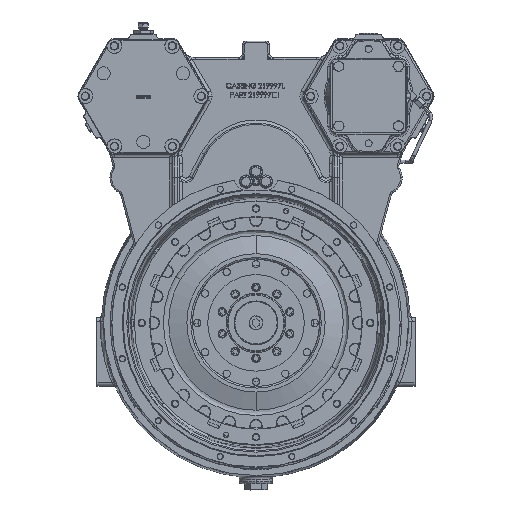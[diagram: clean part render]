
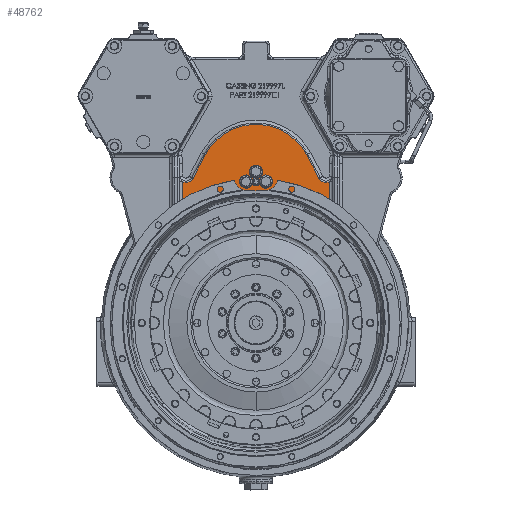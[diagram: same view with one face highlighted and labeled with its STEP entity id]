
A CAD part, top view. The second image highlights one B-rep face of the part: STEP entity #48762.
In plain terms, the highlighted planar face has unit normal (0, 0, 1).
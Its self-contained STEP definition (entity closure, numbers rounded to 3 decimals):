
#371 = EDGE_LOOP ( 'NONE', ( #97821, #110762, #8544, #16191, #59233, #40815 ) ) ;
#3152 = EDGE_CURVE ( 'NONE', #120068, #188436, #130582, .T. ) ;
#8544 = ORIENTED_EDGE ( 'NONE', *, *, #100179, .F. ) ;
#9572 = DIRECTION ( 'NONE',  ( 1., 0., 0. ) ) ;
#10441 = DIRECTION ( 'NONE',  ( 1., 0., 0. ) ) ;
#11537 = AXIS2_PLACEMENT_3D ( 'NONE', #57732, #159883, #72488 ) ;
#13334 = CARTESIAN_POINT ( 'NONE',  ( 96.927, 322.375, -46.228 ) ) ;
#15691 = ORIENTED_EDGE ( 'NONE', *, *, #127491, .T. ) ;
#16191 = ORIENTED_EDGE ( 'NONE', *, *, #30398, .F. ) ;
#16798 = LINE ( 'NONE', #30335, #89866 ) ;
#17228 = EDGE_CURVE ( 'NONE', #115152, #78547, #115148, .T. ) ;
#19790 = CARTESIAN_POINT ( 'NONE',  ( -140.97, 203.326, -46.228 ) ) ;
#19980 = CARTESIAN_POINT ( 'NONE',  ( 0., -256.486, -46.228 ) ) ;
#20179 = AXIS2_PLACEMENT_3D ( 'NONE', #159263, #71894, #173978 ) ;
#20608 = DIRECTION ( 'NONE',  ( 0., 0., 1. ) ) ;
#20635 = VERTEX_POINT ( 'NONE', #49788 ) ;
#23579 = EDGE_CURVE ( 'NONE', #20635, #115152, #46674, .T. ) ;
#23803 = CARTESIAN_POINT ( 'NONE',  ( -6.945, 267.099, -46.228 ) ) ;
#29005 = DIRECTION ( 'NONE',  ( 0., 0., 1. ) ) ;
#30335 = CARTESIAN_POINT ( 'NONE',  ( -120.709, 277.557, -46.228 ) ) ;
#30398 = EDGE_CURVE ( 'NONE', #78547, #135218, #143083, .T. ) ;
#31880 = CARTESIAN_POINT ( 'NONE',  ( 19.05, 270.942, -46.228 ) ) ;
#34096 = PLANE ( 'NONE',  #166571 ) ;
#34323 = CARTESIAN_POINT ( 'NONE',  ( 0., 270.942, -46.228 ) ) ;
#34720 = DIRECTION ( 'NONE',  ( 1., 0., 0. ) ) ;
#36149 = AXIS2_PLACEMENT_3D ( 'NONE', #31880, #133901, #46547 ) ;
#37452 = CARTESIAN_POINT ( 'NONE',  ( 6.945, 267.099, -46.228 ) ) ;
#40815 = ORIENTED_EDGE ( 'NONE', *, *, #23579, .F. ) ;
#42729 = AXIS2_PLACEMENT_3D ( 'NONE', #161724, #74340, #176472 ) ;
#43382 = VERTEX_POINT ( 'NONE', #132892 ) ;
#45207 = LINE ( 'NONE', #13334, #157028 ) ;
#46547 = DIRECTION ( 'NONE',  ( 1., 0., 0. ) ) ;
#46674 = CIRCLE ( 'NONE', #52388, 12.7 ) ;
#47386 = CARTESIAN_POINT ( 'NONE',  ( -6.945, 274.785, -46.228 ) ) ;
#48419 = CARTESIAN_POINT ( 'NONE',  ( -140.97, 211.083, -46.228 ) ) ;
#48716 = VECTOR ( 'NONE', #56772, 1000. ) ;
#48762 = ADVANCED_FACE ( 'NONE', ( #89034, #180438 ), #34096, .T. ) ;
#48834 = VERTEX_POINT ( 'NONE', #51224 ) ;
#48932 = DIRECTION ( 'NONE',  ( 1., 0., 0. ) ) ;
#49788 = CARTESIAN_POINT ( 'NONE',  ( 3.843, 277.887, -46.228 ) ) ;
#51224 = CARTESIAN_POINT ( 'NONE',  ( 140.97, 211.083, -46.228 ) ) ;
#52388 = AXIS2_PLACEMENT_3D ( 'NONE', #116331, #29005, #131065 ) ;
#54353 = VERTEX_POINT ( 'NONE', #76057 ) ;
#56225 = ORIENTED_EDGE ( 'NONE', *, *, #162793, .T. ) ;
#56772 = DIRECTION ( 'NONE',  ( 0., 1., 0. ) ) ;
#57732 = CARTESIAN_POINT ( 'NONE',  ( -19.05, 270.942, -46.228 ) ) ;
#59233 = ORIENTED_EDGE ( 'NONE', *, *, #17228, .F. ) ;
#65004 = CARTESIAN_POINT ( 'NONE',  ( -120.709, 277.557, -46.228 ) ) ;
#66028 = CARTESIAN_POINT ( 'NONE',  ( 0., 0., -46.228 ) ) ;
#68116 = VERTEX_POINT ( 'NONE', #162431 ) ;
#68805 = EDGE_CURVE ( 'NONE', #43382, #180818, #106952, .T. ) ;
#69347 = EDGE_LOOP ( 'NONE', ( #148025, #71323, #121159, #106888, #113305, #86443, #56225, #15691 ) ) ;
#69856 = VERTEX_POINT ( 'NONE', #84482 ) ;
#71323 = ORIENTED_EDGE ( 'NONE', *, *, #117089, .T. ) ;
#71894 = DIRECTION ( 'NONE',  ( 0., 0., -1. ) ) ;
#72488 = DIRECTION ( 'NONE',  ( 1., 0., 0. ) ) ;
#72788 = VECTOR ( 'NONE', #137182, 1000. ) ;
#74340 = DIRECTION ( 'NONE',  ( 0., 0., 1. ) ) ;
#76057 = CARTESIAN_POINT ( 'NONE',  ( 120.709, 277.557, -46.228 ) ) ;
#78547 = VERTEX_POINT ( 'NONE', #47386 ) ;
#80750 = DIRECTION ( 'NONE',  ( 1., 0., 0. ) ) ;
#84482 = CARTESIAN_POINT ( 'NONE',  ( 96.927, 322.375, -46.228 ) ) ;
#86443 = ORIENTED_EDGE ( 'NONE', *, *, #173520, .T. ) ;
#87757 = VERTEX_POINT ( 'NONE', #158818 ) ;
#88143 = CIRCLE ( 'NONE', #119990, 7.937 ) ;
#89034 = FACE_OUTER_BOUND ( 'NONE', #69347, .T. ) ;
#89700 = CIRCLE ( 'NONE', #126795, 7.937 ) ;
#89866 = VECTOR ( 'NONE', #147662, 1000. ) ;
#97016 = DIRECTION ( 'NONE',  ( 0., 0., 1. ) ) ;
#97821 = ORIENTED_EDGE ( 'NONE', *, *, #127894, .F. ) ;
#97884 = DIRECTION ( 'NONE',  ( 0., 0., -1. ) ) ;
#99447 = AXIS2_PLACEMENT_3D ( 'NONE', #185405, #97884, #10441 ) ;
#100179 = EDGE_CURVE ( 'NONE', #135218, #120068, #88143, .T. ) ;
#106785 = CARTESIAN_POINT ( 'NONE',  ( 6.945, 274.785, -46.228 ) ) ;
#106888 = ORIENTED_EDGE ( 'NONE', *, *, #108713, .T. ) ;
#106952 = LINE ( 'NONE', #19790, #72788 ) ;
#108036 = CARTESIAN_POINT ( 'NONE',  ( 0., 270.942, -46.228 ) ) ;
#108713 = EDGE_CURVE ( 'NONE', #87757, #54353, #114150, .T. ) ;
#109323 = AXIS2_PLACEMENT_3D ( 'NONE', #184511, #97016, #9572 ) ;
#110762 = ORIENTED_EDGE ( 'NONE', *, *, #3152, .F. ) ;
#111362 = CIRCLE ( 'NONE', #109323, 109.728 ) ;
#113305 = ORIENTED_EDGE ( 'NONE', *, *, #159859, .T. ) ;
#114150 = CIRCLE ( 'NONE', #99447, 15.748 ) ;
#115148 = CIRCLE ( 'NONE', #42729, 7.937 ) ;
#115152 = VERTEX_POINT ( 'NONE', #122199 ) ;
#116331 = CARTESIAN_POINT ( 'NONE',  ( 0., 289.992, -46.228 ) ) ;
#117018 = CIRCLE ( 'NONE', #179443, 253.828 ) ;
#117089 = EDGE_CURVE ( 'NONE', #180818, #48834, #117018, .T. ) ;
#119990 = AXIS2_PLACEMENT_3D ( 'NONE', #34323, #136353, #48932 ) ;
#120068 = VERTEX_POINT ( 'NONE', #37452 ) ;
#121159 = ORIENTED_EDGE ( 'NONE', *, *, #131642, .T. ) ;
#122086 = DIRECTION ( 'NONE',  ( 0., 0., 1. ) ) ;
#122199 = CARTESIAN_POINT ( 'NONE',  ( -3.843, 277.887, -46.228 ) ) ;
#122699 = DIRECTION ( 'NONE',  ( 1., 0., 0. ) ) ;
#126795 = AXIS2_PLACEMENT_3D ( 'NONE', #108036, #20608, #122699 ) ;
#127491 = EDGE_CURVE ( 'NONE', #138247, #43382, #137770, .T. ) ;
#127894 = EDGE_CURVE ( 'NONE', #188436, #20635, #89700, .T. ) ;
#130582 = CIRCLE ( 'NONE', #36149, 12.7 ) ;
#131065 = DIRECTION ( 'NONE',  ( 1., 0., 0. ) ) ;
#131642 = EDGE_CURVE ( 'NONE', #48834, #87757, #165208, .T. ) ;
#132892 = CARTESIAN_POINT ( 'NONE',  ( -140.97, 270.528, -46.228 ) ) ;
#133901 = DIRECTION ( 'NONE',  ( 0., 0., 1. ) ) ;
#135218 = VERTEX_POINT ( 'NONE', #23803 ) ;
#136353 = DIRECTION ( 'NONE',  ( 0., 0., 1. ) ) ;
#137182 = DIRECTION ( 'NONE',  ( 0., -1., 0. ) ) ;
#137770 = CIRCLE ( 'NONE', #20179, 15.748 ) ;
#138247 = VERTEX_POINT ( 'NONE', #65004 ) ;
#143083 = CIRCLE ( 'NONE', #11537, 12.7 ) ;
#147662 = DIRECTION ( 'NONE',  ( -0.469, -0.883, 0. ) ) ;
#148025 = ORIENTED_EDGE ( 'NONE', *, *, #68805, .T. ) ;
#157028 = VECTOR ( 'NONE', #173538, 1000. ) ;
#158818 = CARTESIAN_POINT ( 'NONE',  ( 140.97, 270.528, -46.228 ) ) ;
#159263 = CARTESIAN_POINT ( 'NONE',  ( -134.62, 284.939, -46.228 ) ) ;
#159859 = EDGE_CURVE ( 'NONE', #54353, #69856, #45207, .T. ) ;
#159883 = DIRECTION ( 'NONE',  ( 0., 0., 1. ) ) ;
#161724 = CARTESIAN_POINT ( 'NONE',  ( 0., 270.942, -46.228 ) ) ;
#162431 = CARTESIAN_POINT ( 'NONE',  ( -96.927, 322.375, -46.228 ) ) ;
#162793 = EDGE_CURVE ( 'NONE', #68116, #138247, #16798, .T. ) ;
#165208 = LINE ( 'NONE', #187656, #48716 ) ;
#166571 = AXIS2_PLACEMENT_3D ( 'NONE', #19980, #122086, #34720 ) ;
#168112 = DIRECTION ( 'NONE',  ( 0., 0., -1. ) ) ;
#173520 = EDGE_CURVE ( 'NONE', #69856, #68116, #111362, .T. ) ;
#173538 = DIRECTION ( 'NONE',  ( -0.469, 0.883, 0. ) ) ;
#173978 = DIRECTION ( 'NONE',  ( 1., 0., 0. ) ) ;
#176472 = DIRECTION ( 'NONE',  ( 1., 0., 0. ) ) ;
#179443 = AXIS2_PLACEMENT_3D ( 'NONE', #66028, #168112, #80750 ) ;
#180438 = FACE_BOUND ( 'NONE', #371, .T. ) ;
#180818 = VERTEX_POINT ( 'NONE', #48419 ) ;
#184511 = CARTESIAN_POINT ( 'NONE',  ( 0., 270.942, -46.228 ) ) ;
#185405 = CARTESIAN_POINT ( 'NONE',  ( 134.62, 284.939, -46.228 ) ) ;
#187656 = CARTESIAN_POINT ( 'NONE',  ( 140.97, 275.627, -46.228 ) ) ;
#188436 = VERTEX_POINT ( 'NONE', #106785 ) ;
